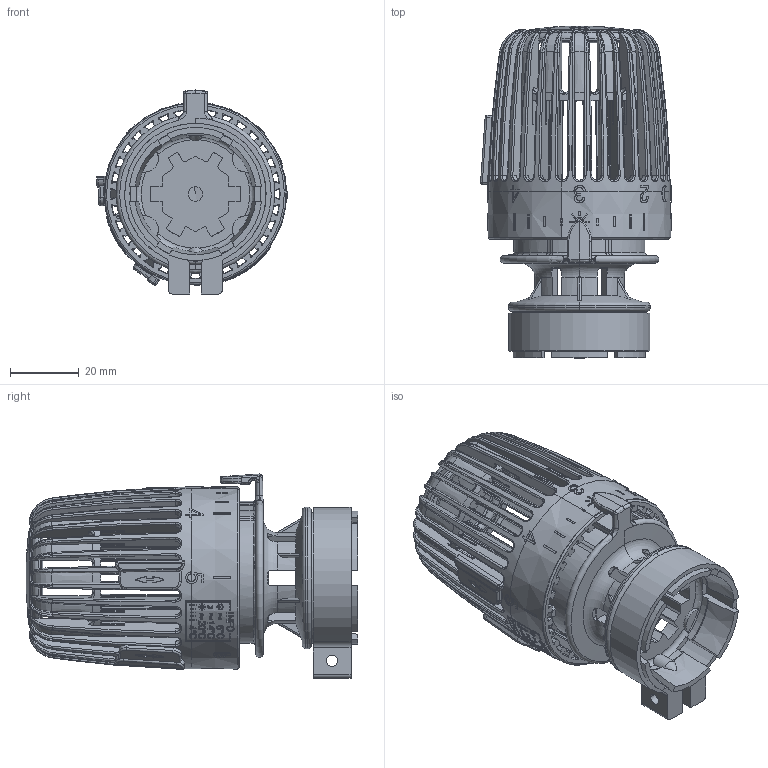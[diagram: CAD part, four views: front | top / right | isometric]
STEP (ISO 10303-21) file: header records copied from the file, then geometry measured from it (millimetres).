
FILE_DESCRIPTION((''),'2;1');
FILE_NAME('9800-24-500-30-HGZ_SW0001','2015-07-30T',('marann'),(''),'PRO/ENGINEER BY PARAMETRIC TECHNOLOGY CORPORATION, 2011490','PRO/ENGINEER BY PARAMETRIC TECHNOLOGY CORPORATION, 2011490','');
FILE_SCHEMA(('CONFIG_CONTROL_DESIGN'));
Products named in the file (1): 9800-24-500-30-HGZ_SW0001
Bounding box: 55.32 x 96.2 x 59.13 mm (x, y, z)
Volume: 43807.6 mm3; surface area: 53333.3 mm2
Topology: 81 solids, 81 shells, 3888 faces, 10511 edges, 6713 vertices
Faces by surface type: plane 1548, cylinder 946, bspline 745, torus 299, cone 253, sphere 51, extrusion 46
Entity records: 172241 total; most frequent: CARTESIAN_POINT 81550, ORIENTED_EDGE 21006, DIRECTION 16015, EDGE_CURVE 10503, VERTEX_POINT 6713, AXIS2_PLACEMENT_3D 5633, VECTOR 4749, LINE 4703
